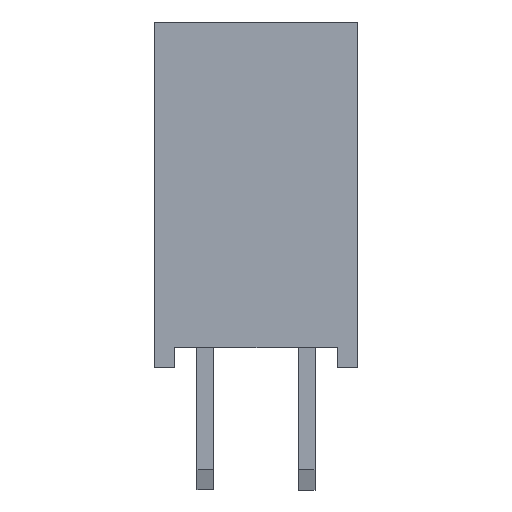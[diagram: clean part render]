
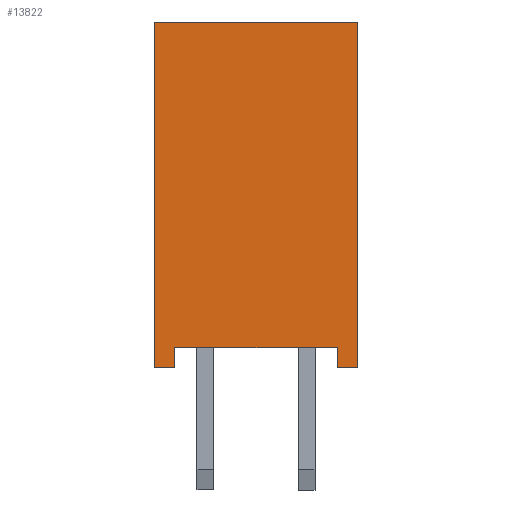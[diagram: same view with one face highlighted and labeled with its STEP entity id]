
A CAD part, left-side view. The second image highlights one B-rep face of the part: STEP entity #13822.
In plain terms, the highlighted planar face has unit normal (-1, 0, 0).
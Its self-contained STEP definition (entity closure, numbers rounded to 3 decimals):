
#448=FACE_OUTER_BOUND('',#1264,.T.);
#1264=EDGE_LOOP('',(#9817,#9818,#9819,#9820,#9821,#9822,#9823,#9824));
#2158=LINE('',#19077,#4106);
#2369=LINE('',#19498,#4317);
#2449=LINE('',#19632,#4397);
#2451=LINE('',#19636,#4399);
#2453=LINE('',#19640,#4401);
#2559=LINE('',#19852,#4507);
#2561=LINE('',#19856,#4509);
#2640=LINE('',#19988,#4588);
#4106=VECTOR('',#15482,4.);
#4317=VECTOR('',#15695,0.5);
#4397=VECTOR('',#15777,0.5);
#4399=VECTOR('',#15781,8.5);
#4401=VECTOR('',#15785,5.);
#4507=VECTOR('',#15893,8.5);
#4509=VECTOR('',#15897,0.5);
#4588=VECTOR('',#15978,0.5);
#6053=VERTEX_POINT('',#19074);
#6054=VERTEX_POINT('',#19076);
#6263=VERTEX_POINT('',#19496);
#6316=VERTEX_POINT('',#19630);
#6317=VERTEX_POINT('',#19634);
#6318=VERTEX_POINT('',#19638);
#6423=VERTEX_POINT('',#19850);
#6424=VERTEX_POINT('',#19854);
#7318=EDGE_CURVE('',#6053,#6054,#2158,.T.);
#7529=EDGE_CURVE('',#6263,#6053,#2369,.T.);
#7609=EDGE_CURVE('',#6316,#6263,#2449,.T.);
#7611=EDGE_CURVE('',#6317,#6316,#2451,.T.);
#7613=EDGE_CURVE('',#6318,#6317,#2453,.T.);
#7719=EDGE_CURVE('',#6423,#6318,#2559,.T.);
#7721=EDGE_CURVE('',#6424,#6423,#2561,.T.);
#7800=EDGE_CURVE('',#6424,#6054,#2640,.T.);
#9817=ORIENTED_EDGE('',*,*,#7529,.F.);
#9818=ORIENTED_EDGE('',*,*,#7609,.F.);
#9819=ORIENTED_EDGE('',*,*,#7611,.F.);
#9820=ORIENTED_EDGE('',*,*,#7613,.F.);
#9821=ORIENTED_EDGE('',*,*,#7719,.F.);
#9822=ORIENTED_EDGE('',*,*,#7721,.F.);
#9823=ORIENTED_EDGE('',*,*,#7800,.T.);
#9824=ORIENTED_EDGE('',*,*,#7318,.F.);
#13058=PLANE('',#14602);
#13822=ADVANCED_FACE('',(#448),#13058,.F.);
#14602=AXIS2_PLACEMENT_3D('',#19989,#15979,#15980);
#15482=DIRECTION('',(0.,0.,-1.));
#15695=DIRECTION('',(0.,1.,0.));
#15777=DIRECTION('',(0.,0.,-1.));
#15781=DIRECTION('',(0.,-1.,0.));
#15785=DIRECTION('',(0.,0.,1.));
#15893=DIRECTION('',(0.,1.,0.));
#15897=DIRECTION('',(0.,0.,-1.));
#15978=DIRECTION('',(0.,1.,0.));
#15979=DIRECTION('center_axis',(1.,0.,0.));
#15980=DIRECTION('ref_axis',(0.,0.,-1.));
#19074=CARTESIAN_POINT('',(-38.35,0.5,2.));
#19076=CARTESIAN_POINT('',(-38.35,0.5,-2.));
#19077=CARTESIAN_POINT('',(-38.35,0.5,2.));
#19496=CARTESIAN_POINT('',(-38.35,0.,2.));
#19498=CARTESIAN_POINT('',(-38.35,0.,2.));
#19630=CARTESIAN_POINT('',(-38.35,0.,2.5));
#19632=CARTESIAN_POINT('',(-38.35,0.,2.5));
#19634=CARTESIAN_POINT('',(-38.35,8.5,2.5));
#19636=CARTESIAN_POINT('',(-38.35,8.5,2.5));
#19638=CARTESIAN_POINT('',(-38.35,8.5,-2.5));
#19640=CARTESIAN_POINT('',(-38.35,8.5,-2.5));
#19850=CARTESIAN_POINT('',(-38.35,0.,-2.5));
#19852=CARTESIAN_POINT('',(-38.35,0.,-2.5));
#19854=CARTESIAN_POINT('',(-38.35,0.,-2.));
#19856=CARTESIAN_POINT('',(-38.35,0.,-2.));
#19988=CARTESIAN_POINT('',(-38.35,0.,-2.));
#19989=CARTESIAN_POINT('Origin',(-38.35,0.,0.));
